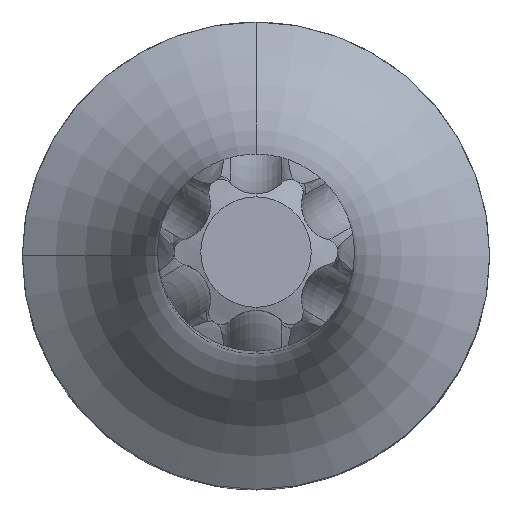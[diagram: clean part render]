
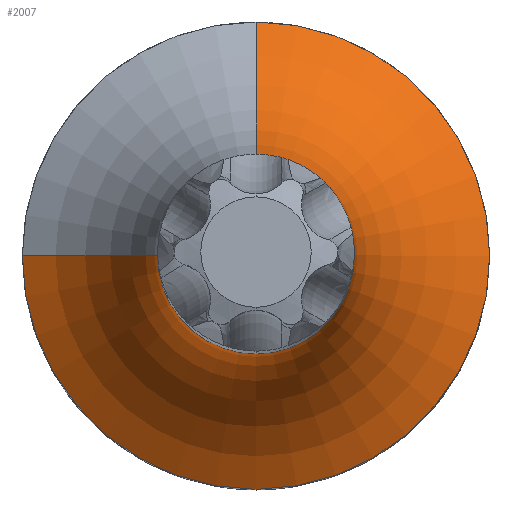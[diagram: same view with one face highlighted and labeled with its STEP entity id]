
A CAD part, top view. The second image highlights one B-rep face of the part: STEP entity #2007.
In plain terms, the highlighted toroidal (fillet/blend) face has major radius 14 mm and minor radius 10 mm.
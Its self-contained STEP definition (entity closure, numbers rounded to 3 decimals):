
#165=CARTESIAN_POINT('',(0.,0.,15.5));
#166=DIRECTION('',(0.,0.,1.));
#167=DIRECTION('',(1.,0.,0.));
#168=AXIS2_PLACEMENT_3D('',#165,#166,#167);
#366=CARTESIAN_POINT('',(0.,0.,24.43));
#367=DIRECTION('',(0.,0.,1.));
#368=DIRECTION('',(0.,-1.,0.));
#369=AXIS2_PLACEMENT_3D('',#366,#367,#368);
#371=CARTESIAN_POINT('',(0.,0.,15.5));
#372=DIRECTION('',(0.,0.,-1.));
#373=DIRECTION('',(1.,0.,0.));
#374=AXIS2_PLACEMENT_3D('',#371,#372,#373);
#376=CARTESIAN_POINT('',(-14.,0.,24.43));
#377=DIRECTION('',(0.,-1.,0.));
#378=DIRECTION('',(0.45,0.,-0.893));
#379=AXIS2_PLACEMENT_3D('',#376,#377,#378);
#608=CARTESIAN_POINT('',(0.,0.,24.43));
#609=DIRECTION('',(0.,0.,1.));
#610=DIRECTION('',(-1.,0.,0.));
#611=AXIS2_PLACEMENT_3D('',#608,#609,#610);
#1327=CARTESIAN_POINT('',(0.,14.,24.43));
#1328=DIRECTION('',(-1.,0.,0.));
#1329=DIRECTION('',(0.,-0.45,-0.893));
#1330=AXIS2_PLACEMENT_3D('',#1327,#1328,#1329);
#1609=CARTESIAN_POINT('',(9.5,0.,15.5));
#1610=CARTESIAN_POINT('',(0.,9.5,15.5));
#1611=VERTEX_POINT('',#1609);
#1612=VERTEX_POINT('',#1610);
#1613=CARTESIAN_POINT('',(-9.5,0.,15.5));
#1614=VERTEX_POINT('',#1613);
#1615=CARTESIAN_POINT('',(0.,4.,24.43));
#1616=CARTESIAN_POINT('',(-4.,0.,24.43));
#1617=VERTEX_POINT('',#1615);
#1618=VERTEX_POINT('',#1616);
#1619=CARTESIAN_POINT('',(0.,-4.,24.43));
#1620=VERTEX_POINT('',#1619);
#1990=CARTESIAN_POINT('',(0.,0.,24.43));
#1991=DIRECTION('',(0.,0.,1.));
#1992=DIRECTION('',(-0.04,-0.999,0.));
#1993=AXIS2_PLACEMENT_3D('',#1990,#1991,#1992);
#1994=TOROIDAL_SURFACE('',#1993,14.,10.);
#1996=ORIENTED_EDGE('',*,*,#1995,.T.);
#1998=ORIENTED_EDGE('',*,*,#1997,.F.);
#1999=ORIENTED_EDGE('',*,*,#1833,.F.);
#2000=ORIENTED_EDGE('',*,*,#1942,.T.);
#2002=ORIENTED_EDGE('',*,*,#2001,.T.);
#2004=ORIENTED_EDGE('',*,*,#2003,.T.);
#2005=EDGE_LOOP('',(#1996,#1998,#1999,#2000,#2002,#2004));
#2006=FACE_OUTER_BOUND('',#2005,.F.);
#2007=ADVANCED_FACE('',(#2006),#1994,.F.);
#169=CIRCLE('',#168,9.5);
#370=CIRCLE('',#369,4.);
#375=CIRCLE('',#374,9.5);
#380=CIRCLE('',#379,10.);
#612=CIRCLE('',#611,4.);
#1331=CIRCLE('',#1330,10.);
#1833=EDGE_CURVE('',#1611,#1612,#169,.T.);
#1942=EDGE_CURVE('',#1611,#1614,#375,.T.);
#1995=EDGE_CURVE('',#1620,#1617,#370,.T.);
#1997=EDGE_CURVE('',#1612,#1617,#1331,.T.);
#2001=EDGE_CURVE('',#1614,#1618,#380,.T.);
#2003=EDGE_CURVE('',#1618,#1620,#612,.T.);
